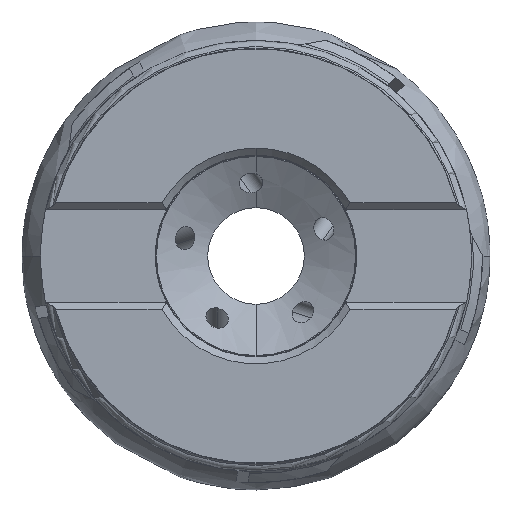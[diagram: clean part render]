
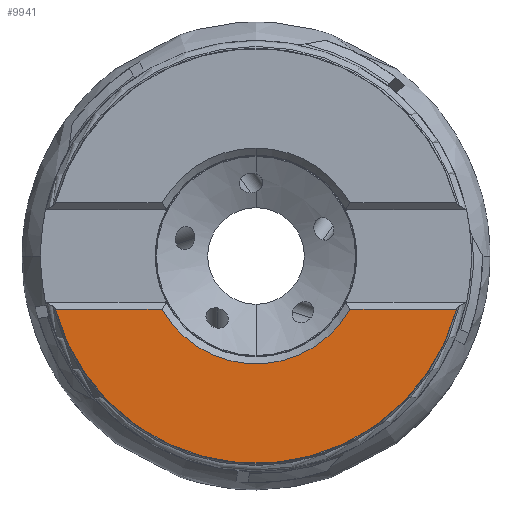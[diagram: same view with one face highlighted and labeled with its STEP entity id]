
A CAD part, left-side view. The second image highlights one B-rep face of the part: STEP entity #9941.
In plain terms, the highlighted planar face has unit normal (-1, 0, 0).
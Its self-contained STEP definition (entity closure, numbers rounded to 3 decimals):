
#58 = VERTEX_POINT ( 'NONE', #5590 ) ;
#606 = CARTESIAN_POINT ( 'NONE',  ( -48.95, 26.991, -7.15 ) ) ;
#633 = CARTESIAN_POINT ( 'NONE',  ( -48.95, 12.643, -7.15 ) ) ;
#882 = CARTESIAN_POINT ( 'NONE',  ( -48.95, -26.991, -7.15 ) ) ;
#1039 = EDGE_CURVE ( 'NONE', #1820, #2649, #1574, .T. ) ;
#1248 = ORIENTED_EDGE ( 'NONE', *, *, #3327, .F. ) ;
#1249 = ORIENTED_EDGE ( 'NONE', *, *, #3328, .F. ) ;
#1250 = ORIENTED_EDGE ( 'NONE', *, *, #1039, .T. ) ;
#1251 = ORIENTED_EDGE ( 'NONE', *, *, #3326, .F. ) ;
#1291 = EDGE_LOOP ( 'NONE', ( #1248, #1249, #1250, #1251 ) ) ;
#1574 = CIRCLE ( 'NONE', #8333, 27.922 ) ;
#1778 = DIRECTION ( 'NONE',  ( 0., 0., -1. ) ) ;
#1782 = DIRECTION ( 'NONE',  ( -1., 0., 0. ) ) ;
#1788 = CARTESIAN_POINT ( 'NONE',  ( -48.95, 0., 0. ) ) ;
#1816 = VERTEX_POINT ( 'NONE', #633 ) ;
#1820 = VERTEX_POINT ( 'NONE', #606 ) ;
#2649 = VERTEX_POINT ( 'NONE', #882 ) ;
#3326 = EDGE_CURVE ( 'NONE', #58, #2649, #4905, .T. ) ;
#3327 = EDGE_CURVE ( 'NONE', #1816, #58, #4900, .T. ) ;
#3328 = EDGE_CURVE ( 'NONE', #1820, #1816, #4906, .T. ) ;
#4382 = FACE_OUTER_BOUND ( 'NONE', #1291, .T. ) ;
#4891 = VECTOR ( 'NONE', #5267, 1000. ) ;
#4900 = CIRCLE ( 'NONE', #8429, 14.525 ) ;
#4903 = VECTOR ( 'NONE', #5261, 1000. ) ;
#4905 = LINE ( 'NONE', #5262, #4891 ) ;
#4906 = LINE ( 'NONE', #5266, #4903 ) ;
#5261 = DIRECTION ( 'NONE',  ( 0., -1., 0. ) ) ;
#5262 = CARTESIAN_POINT ( 'NONE',  ( -48.95, -30., -7.15 ) ) ;
#5266 = CARTESIAN_POINT ( 'NONE',  ( -48.95, -30., -7.15 ) ) ;
#5267 = DIRECTION ( 'NONE',  ( 0., -1., 0. ) ) ;
#5270 = CARTESIAN_POINT ( 'NONE',  ( -48.95, 0., 0. ) ) ;
#5271 = DIRECTION ( 'NONE',  ( -1., 0., 0. ) ) ;
#5272 = DIRECTION ( 'NONE',  ( 0., 0., -1. ) ) ;
#5590 = CARTESIAN_POINT ( 'NONE',  ( -48.95, -12.643, -7.15 ) ) ;
#6457 = CARTESIAN_POINT ( 'NONE',  ( -48.95, 0., 0. ) ) ;
#6460 = PLANE ( 'NONE',  #8588 ) ;
#6462 = DIRECTION ( 'NONE',  ( 1., 0., 0. ) ) ;
#6463 = DIRECTION ( 'NONE',  ( 0., 0., -1. ) ) ;
#8333 = AXIS2_PLACEMENT_3D ( 'NONE', #1788, #1782, #1778 ) ;
#8429 = AXIS2_PLACEMENT_3D ( 'NONE', #5270, #5271, #5272 ) ;
#8588 = AXIS2_PLACEMENT_3D ( 'NONE', #6457, #6462, #6463 ) ;
#9941 = ADVANCED_FACE ( 'NONE', ( #4382 ), #6460, .F. ) ;
